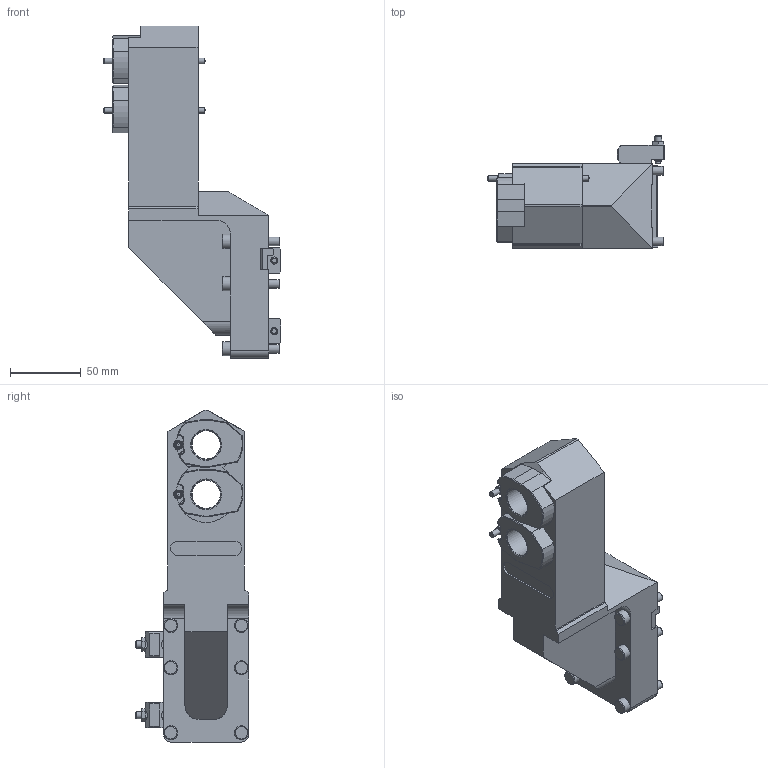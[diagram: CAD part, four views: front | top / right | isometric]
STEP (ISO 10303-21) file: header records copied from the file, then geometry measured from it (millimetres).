
FILE_DESCRIPTION(/* description */ (''),/* implementation_level */ '2;1');
FILE_NAME(/* name */ 'W5190185_stp.stp',/* time_stamp */ '2013-09-25T08:18:41+02:00',/* author */ (''),/* organization */ (''),/* preprocessor_version */ 'ST-DEVELOPER v11',/* originating_system */ 'SIEMENS PLM Software NX 7.5',/* authorisation */ '');
FILE_SCHEMA (('AUTOMOTIVE_DESIGN { 1 0 10303 214 1 1 1 1 }'));
Length unit declared in the file: millimetre
Products named in the file (1): polz2E70o158
Bounding box: 125.5 x 80 x 235 mm (x, y, z)
Volume: 657148.7 mm3; surface area: 83064.9 mm2
Topology: 1 solids, 1 shells, 316 faces, 804 edges, 505 vertices
Faces by surface type: plane 178, cylinder 72, cone 60, bspline 2, torus 2, sphere 2
Full cylindrical faces by diameter (mm): 3.5 x2, 4 x4, 5 x4, 6 x8, 10 x6, 20 x2
Entity records: 9115 total; most frequent: CARTESIAN_POINT 1768, DIRECTION 1523, ORIENTED_EDGE 1454, EDGE_CURVE 727, AXIS2_PLACEMENT_3D 543, VERTEX_POINT 484, LINE 437, VECTOR 437
